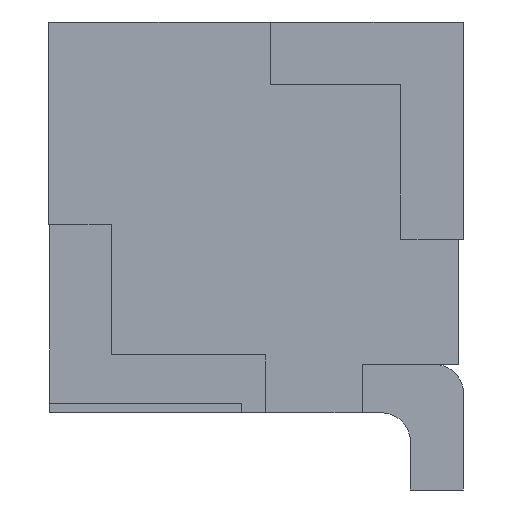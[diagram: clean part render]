
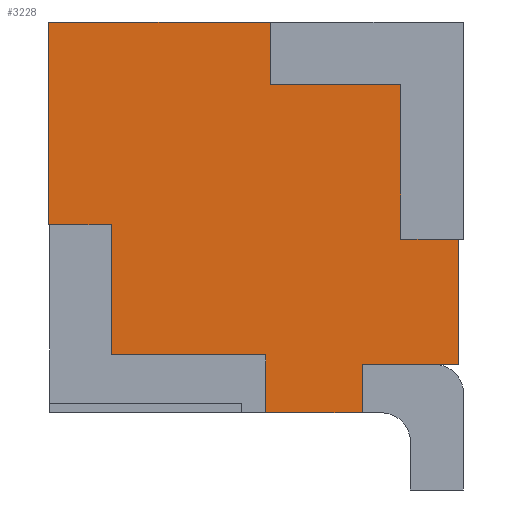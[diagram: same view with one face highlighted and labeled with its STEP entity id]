
A CAD part, left-side view. The second image highlights one B-rep face of the part: STEP entity #3228.
In plain terms, the highlighted planar face has unit normal (-1, 0, 0).
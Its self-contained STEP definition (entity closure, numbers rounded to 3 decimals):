
#166 = ORIENTED_EDGE ( 'NONE', *, *, #5547, .F. ) ;
#209 = DIRECTION ( 'NONE',  ( 0., 1., 0. ) ) ;
#302 = DIRECTION ( 'NONE',  ( 0., 0., -1. ) ) ;
#338 = DIRECTION ( 'NONE',  ( 1., 0., 0. ) ) ;
#396 = VERTEX_POINT ( 'NONE', #7004 ) ;
#447 = VECTOR ( 'NONE', #2599, 1000. ) ;
#509 = DIRECTION ( 'NONE',  ( 0., -1., 0. ) ) ;
#513 = ORIENTED_EDGE ( 'NONE', *, *, #2470, .F. ) ;
#517 = EDGE_CURVE ( 'NONE', #646, #3345, #4957, .T. ) ;
#525 = VERTEX_POINT ( 'NONE', #7807 ) ;
#646 = VERTEX_POINT ( 'NONE', #2464 ) ;
#651 = LINE ( 'NONE', #1877, #3706 ) ;
#1572 = ORIENTED_EDGE ( 'NONE', *, *, #8977, .T. ) ;
#1694 = CARTESIAN_POINT ( 'NONE',  ( -2.875, 4.25, -2.025 ) ) ;
#1844 = CARTESIAN_POINT ( 'NONE',  ( -2.875, 0.6, 1.375 ) ) ;
#1859 = ORIENTED_EDGE ( 'NONE', *, *, #5780, .F. ) ;
#1877 = CARTESIAN_POINT ( 'NONE',  ( -2.875, 1.95, 2.025 ) ) ;
#1976 = CARTESIAN_POINT ( 'NONE',  ( -2.875, 0., -0.225 ) ) ;
#2130 = CARTESIAN_POINT ( 'NONE',  ( -2.875, 1., 2.025 ) ) ;
#2348 = CARTESIAN_POINT ( 'NONE',  ( -2.875, 0.6, -0.225 ) ) ;
#2384 = EDGE_CURVE ( 'NONE', #5224, #5875, #7648, .T. ) ;
#2386 = DIRECTION ( 'NONE',  ( 0., 1., 0. ) ) ;
#2435 = CARTESIAN_POINT ( 'NONE',  ( -2.875, 0.6, 1.375 ) ) ;
#2464 = CARTESIAN_POINT ( 'NONE',  ( -2.875, 3.6, -0.075 ) ) ;
#2470 = EDGE_CURVE ( 'NONE', #396, #2535, #7371, .T. ) ;
#2535 = VERTEX_POINT ( 'NONE', #7832 ) ;
#2548 = DIRECTION ( 'NONE',  ( 0., 1., 0. ) ) ;
#2556 = CARTESIAN_POINT ( 'NONE',  ( -2.875, 0.6, -0.225 ) ) ;
#2585 = LINE ( 'NONE', #9775, #447 ) ;
#2599 = DIRECTION ( 'NONE',  ( 0., 0., 1. ) ) ;
#2680 = DIRECTION ( 'NONE',  ( 0., 0., -1. ) ) ;
#2707 = CARTESIAN_POINT ( 'NONE',  ( -2.875, 4.25, 2.025 ) ) ;
#2742 = ORIENTED_EDGE ( 'NONE', *, *, #7296, .F. ) ;
#2812 = DIRECTION ( 'NONE',  ( 0., -1., 0. ) ) ;
#2946 = EDGE_CURVE ( 'NONE', #10345, #5224, #651, .T. ) ;
#2986 = DIRECTION ( 'NONE',  ( 0., 0., 1. ) ) ;
#3228 = ADVANCED_FACE ( 'NONE', ( #5324 ), #3548, .F. ) ;
#3345 = VERTEX_POINT ( 'NONE', #10470 ) ;
#3439 = CARTESIAN_POINT ( 'NONE',  ( -2.875, 1., -1.525 ) ) ;
#3443 = CARTESIAN_POINT ( 'NONE',  ( -2.875, 4.25, -1.525 ) ) ;
#3548 = PLANE ( 'NONE',  #8966 ) ;
#3620 = VECTOR ( 'NONE', #5095, 1000. ) ;
#3706 = VECTOR ( 'NONE', #2680, 1000. ) ;
#3840 = VECTOR ( 'NONE', #509, 1000. ) ;
#3866 = CARTESIAN_POINT ( 'NONE',  ( -2.875, 1.95, 1.375 ) ) ;
#3901 = CARTESIAN_POINT ( 'NONE',  ( -2.875, 2., -2.025 ) ) ;
#4096 = VERTEX_POINT ( 'NONE', #2348 ) ;
#4148 = DIRECTION ( 'NONE',  ( 0., 0., 1. ) ) ;
#4253 = EDGE_CURVE ( 'NONE', #4326, #8784, #4851, .T. ) ;
#4304 = CARTESIAN_POINT ( 'NONE',  ( -2.875, 0., 2.025 ) ) ;
#4326 = VERTEX_POINT ( 'NONE', #6736 ) ;
#4384 = LINE ( 'NONE', #8328, #3620 ) ;
#4851 = LINE ( 'NONE', #4304, #9527 ) ;
#4922 = ORIENTED_EDGE ( 'NONE', *, *, #2946, .F. ) ;
#4957 = LINE ( 'NONE', #6422, #7358 ) ;
#5095 = DIRECTION ( 'NONE',  ( 0., 0., 1. ) ) ;
#5097 = LINE ( 'NONE', #2435, #5725 ) ;
#5131 = ORIENTED_EDGE ( 'NONE', *, *, #2384, .F. ) ;
#5171 = CARTESIAN_POINT ( 'NONE',  ( -2.875, 1.95, 2.025 ) ) ;
#5173 = CARTESIAN_POINT ( 'NONE',  ( -2.875, 0., 0. ) ) ;
#5224 = VERTEX_POINT ( 'NONE', #10280 ) ;
#5317 = LINE ( 'NONE', #1694, #8368 ) ;
#5324 = FACE_OUTER_BOUND ( 'NONE', #8046, .T. ) ;
#5333 = ORIENTED_EDGE ( 'NONE', *, *, #9211, .F. ) ;
#5405 = LINE ( 'NONE', #3443, #9972 ) ;
#5517 = DIRECTION ( 'NONE',  ( 0., 1., 0. ) ) ;
#5547 = EDGE_CURVE ( 'NONE', #2535, #646, #2585, .T. ) ;
#5725 = VECTOR ( 'NONE', #302, 1000. ) ;
#5780 = EDGE_CURVE ( 'NONE', #3345, #8876, #4384, .T. ) ;
#5875 = VERTEX_POINT ( 'NONE', #1844 ) ;
#6224 = VECTOR ( 'NONE', #8750, 1000. ) ;
#6254 = LINE ( 'NONE', #2556, #7793 ) ;
#6348 = VECTOR ( 'NONE', #5517, 1000. ) ;
#6422 = CARTESIAN_POINT ( 'NONE',  ( -2.875, 4.25, -0.075 ) ) ;
#6462 = LINE ( 'NONE', #7400, #6224 ) ;
#6613 = ORIENTED_EDGE ( 'NONE', *, *, #517, .F. ) ;
#6649 = LINE ( 'NONE', #2130, #7819 ) ;
#6736 = CARTESIAN_POINT ( 'NONE',  ( -2.875, 0., -1.525 ) ) ;
#6848 = ORIENTED_EDGE ( 'NONE', *, *, #6928, .F. ) ;
#6928 = EDGE_CURVE ( 'NONE', #8876, #10345, #6462, .T. ) ;
#7004 = CARTESIAN_POINT ( 'NONE',  ( -2.875, 2., -1.425 ) ) ;
#7096 = VERTEX_POINT ( 'NONE', #3439 ) ;
#7296 = EDGE_CURVE ( 'NONE', #525, #8999, #5317, .T. ) ;
#7358 = VECTOR ( 'NONE', #2386, 1000. ) ;
#7371 = LINE ( 'NONE', #9459, #6348 ) ;
#7400 = CARTESIAN_POINT ( 'NONE',  ( -2.875, 4.25, 2.025 ) ) ;
#7618 = DIRECTION ( 'NONE',  ( 0., 0., 1. ) ) ;
#7648 = LINE ( 'NONE', #3866, #3840 ) ;
#7793 = VECTOR ( 'NONE', #2812, 1000. ) ;
#7807 = CARTESIAN_POINT ( 'NONE',  ( -2.875, 1., -2.025 ) ) ;
#7819 = VECTOR ( 'NONE', #2986, 1000. ) ;
#7832 = CARTESIAN_POINT ( 'NONE',  ( -2.875, 3.6, -1.425 ) ) ;
#8046 = EDGE_LOOP ( 'NONE', ( #1859, #6613, #166, #513, #5333, #2742, #1572, #8083, #9872, #9214, #8800, #5131, #4922, #6848 ) ) ;
#8083 = ORIENTED_EDGE ( 'NONE', *, *, #8385, .F. ) ;
#8176 = LINE ( 'NONE', #9695, #8807 ) ;
#8328 = CARTESIAN_POINT ( 'NONE',  ( -2.875, 4.25, -0.025 ) ) ;
#8346 = DIRECTION ( 'NONE',  ( 0., 0., 1. ) ) ;
#8368 = VECTOR ( 'NONE', #209, 1000. ) ;
#8385 = EDGE_CURVE ( 'NONE', #4326, #7096, #5405, .T. ) ;
#8750 = DIRECTION ( 'NONE',  ( 0., -1., 0. ) ) ;
#8784 = VERTEX_POINT ( 'NONE', #1976 ) ;
#8800 = ORIENTED_EDGE ( 'NONE', *, *, #10331, .F. ) ;
#8807 = VECTOR ( 'NONE', #4148, 1000. ) ;
#8876 = VERTEX_POINT ( 'NONE', #2707 ) ;
#8966 = AXIS2_PLACEMENT_3D ( 'NONE', #5173, #338, #7618 ) ;
#8977 = EDGE_CURVE ( 'NONE', #525, #7096, #6649, .T. ) ;
#8999 = VERTEX_POINT ( 'NONE', #3901 ) ;
#9211 = EDGE_CURVE ( 'NONE', #8999, #396, #8176, .T. ) ;
#9214 = ORIENTED_EDGE ( 'NONE', *, *, #9776, .F. ) ;
#9459 = CARTESIAN_POINT ( 'NONE',  ( -2.875, 3.6, -1.425 ) ) ;
#9527 = VECTOR ( 'NONE', #8346, 1000. ) ;
#9695 = CARTESIAN_POINT ( 'NONE',  ( -2.875, 2., -1.425 ) ) ;
#9775 = CARTESIAN_POINT ( 'NONE',  ( -2.875, 3.6, -0.075 ) ) ;
#9776 = EDGE_CURVE ( 'NONE', #4096, #8784, #6254, .T. ) ;
#9872 = ORIENTED_EDGE ( 'NONE', *, *, #4253, .T. ) ;
#9972 = VECTOR ( 'NONE', #2548, 1000. ) ;
#10280 = CARTESIAN_POINT ( 'NONE',  ( -2.875, 1.95, 1.375 ) ) ;
#10331 = EDGE_CURVE ( 'NONE', #5875, #4096, #5097, .T. ) ;
#10345 = VERTEX_POINT ( 'NONE', #5171 ) ;
#10470 = CARTESIAN_POINT ( 'NONE',  ( -2.875, 4.25, -0.075 ) ) ;
